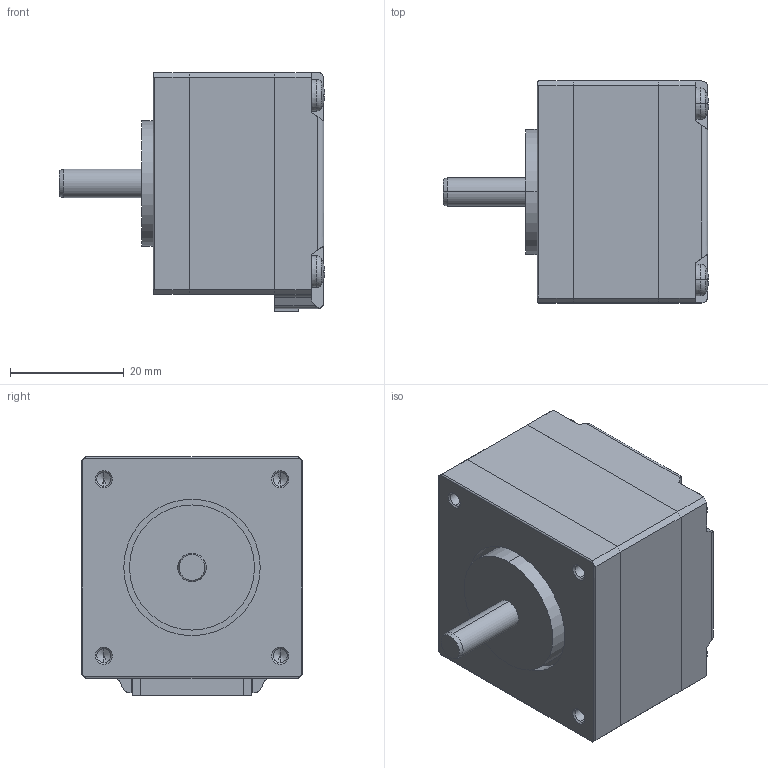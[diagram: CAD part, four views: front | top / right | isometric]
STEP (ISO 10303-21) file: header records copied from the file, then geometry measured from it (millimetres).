
FILE_DESCRIPTION(('starvars output'),'2;1');
FILE_NAME('kh39gm_1.stp','09:35:20 2014/09/17',( 'Thomas Industrial Network Germany GmbH'),( 'Thomas Industrial Network Germany GmbH'),'unknown preprocess','ACIS' ,'unknown authorization');
FILE_SCHEMA(('AUTOMOTIVE_DESIGN_CC2 {UNKNOWN IMPLEMENTATION LEVEL}'));
Length unit declared in the file: millimetre
Products named in the file (1): PRODUCT_ID_8
Bounding box: 46.69 x 39 x 42 mm (x, y, z)
Volume: 46445.2 mm3; surface area: 9059.5 mm2
Topology: 1 solids, 1 shells, 196 faces, 486 edges, 302 vertices
Faces by surface type: plane 108, cylinder 46, cone 26, bspline 8, torus 8
Entity records: 7051 total; most frequent: CARTESIAN_POINT 1345, ORIENTED_EDGE 956, DIRECTION 681, EDGE_CURVE 478, VERTEX_POINT 302, VECTOR 261, LINE 261, EDGE_LOOP 214
